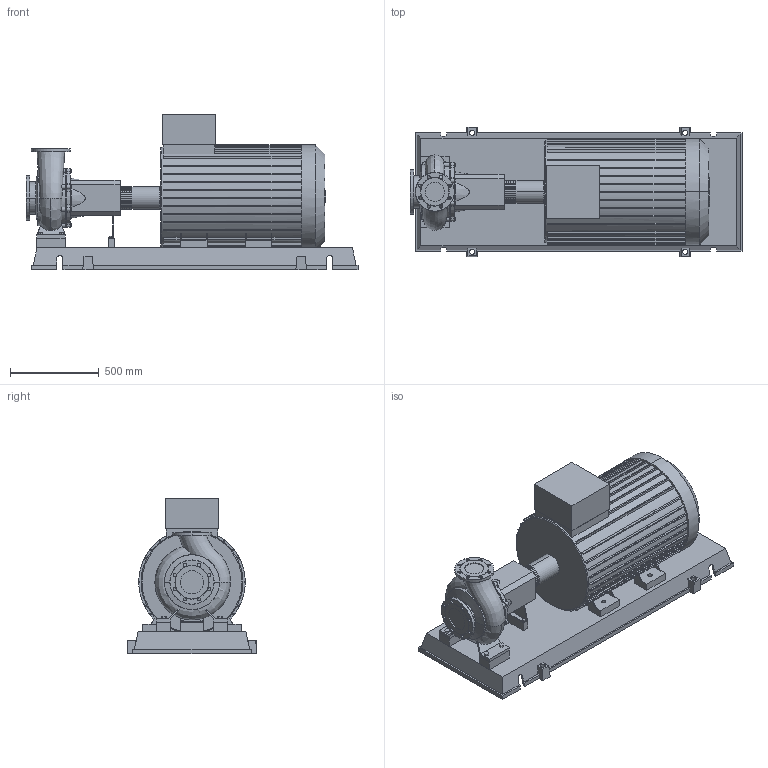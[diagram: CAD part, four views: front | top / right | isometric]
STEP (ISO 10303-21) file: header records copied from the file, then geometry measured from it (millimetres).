
FILE_DESCRIPTION((''),'2;1');
FILE_NAME('3d_NL100_250-75-2-05-4109356.stp','2015-03-03T07:58:45',(''),(''),'Mechanical Desktop 2009','Mechanical Desktop 2009',', , ');
FILE_SCHEMA(('CONFIG_CONTROL_DESIGN'));
Length unit declared in the file: millimetre
Products named in the file (1): Product
Bounding box: 1870 x 730 x 875 mm (x, y, z)
Volume: 321464977.8 mm3; surface area: 8316713.1 mm2
Topology: 15 solids, 15 shells, 895 faces, 2391 edges, 1566 vertices
Faces by surface type: plane 474, cylinder 234, bspline 159, cone 14, torus 14
Full cylindrical faces by diameter (mm): 309 x1
Entity records: 31877 total; most frequent: CARTESIAN_POINT 9317, ORIENTED_EDGE 4784, DIRECTION 4533, EDGE_CURVE 2392, VERTEX_POINT 1564, AXIS2_PLACEMENT_3D 1514, VECTOR 1505, LINE 1505
